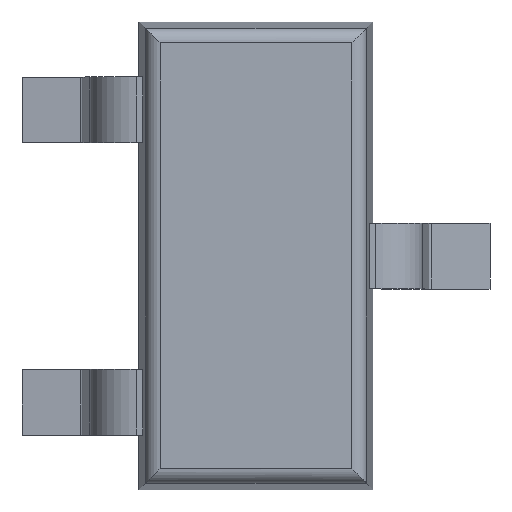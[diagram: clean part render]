
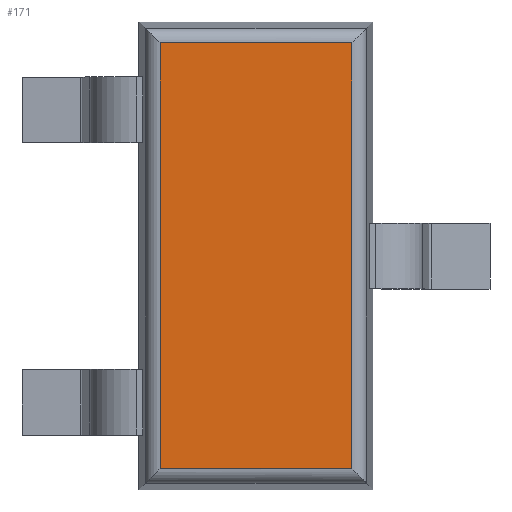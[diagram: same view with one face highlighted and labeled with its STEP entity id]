
A CAD part, top view. The second image highlights one B-rep face of the part: STEP entity #171.
In plain terms, the highlighted face is planar.
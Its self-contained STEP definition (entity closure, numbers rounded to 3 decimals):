
#171 = ADVANCED_FACE('',(#172),#206,.T.);
#172 = FACE_BOUND('',#173,.T.);
#173 = EDGE_LOOP('',(#174,#184,#192,#200));
#174 = ORIENTED_EDGE('',*,*,#175,.T.);
#175 = EDGE_CURVE('',#176,#178,#180,.T.);
#176 = VERTEX_POINT('',#177);
#177 = CARTESIAN_POINT('',(-0.328,0.9,-0.728));
#178 = VERTEX_POINT('',#179);
#179 = CARTESIAN_POINT('',(-0.328,0.9,0.728));
#180 = LINE('',#181,#182);
#181 = CARTESIAN_POINT('',(-0.328,0.9,0.774));
#182 = VECTOR('',#183,1.);
#183 = DIRECTION('',(0.,-0.,1.));
#184 = ORIENTED_EDGE('',*,*,#185,.T.);
#185 = EDGE_CURVE('',#178,#186,#188,.T.);
#186 = VERTEX_POINT('',#187);
#187 = CARTESIAN_POINT('',(0.328,0.9,0.728));
#188 = LINE('',#189,#190);
#189 = CARTESIAN_POINT('',(0.374,0.9,0.728));
#190 = VECTOR('',#191,1.);
#191 = DIRECTION('',(1.,0.,0.));
#192 = ORIENTED_EDGE('',*,*,#193,.T.);
#193 = EDGE_CURVE('',#186,#194,#196,.T.);
#194 = VERTEX_POINT('',#195);
#195 = CARTESIAN_POINT('',(0.328,0.9,-0.728));
#196 = LINE('',#197,#198);
#197 = CARTESIAN_POINT('',(0.328,0.9,-0.774));
#198 = VECTOR('',#199,1.);
#199 = DIRECTION('',(0.,-0.,-1.));
#200 = ORIENTED_EDGE('',*,*,#201,.T.);
#201 = EDGE_CURVE('',#194,#176,#202,.T.);
#202 = LINE('',#203,#204);
#203 = CARTESIAN_POINT('',(-0.374,0.9,-0.728));
#204 = VECTOR('',#205,1.);
#205 = DIRECTION('',(-1.,-0.,0.));
#206 = PLANE('',#207);
#207 = AXIS2_PLACEMENT_3D('',#208,#209,#210);
#208 = CARTESIAN_POINT('',(0.,0.9,0.));
#209 = DIRECTION('',(-0.,1.,0.));
#210 = DIRECTION('',(0.,0.,1.));
